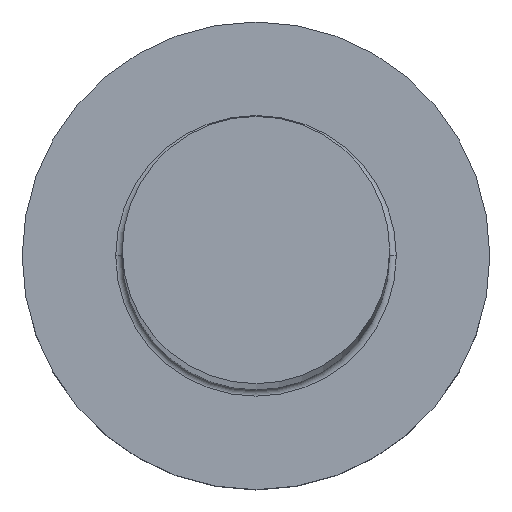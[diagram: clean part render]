
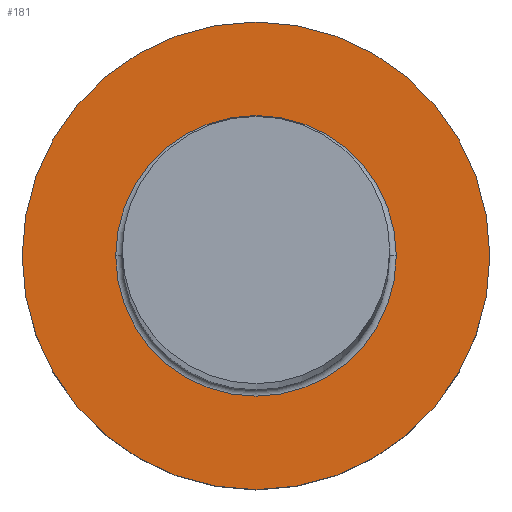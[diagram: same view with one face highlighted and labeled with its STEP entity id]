
A CAD part, top view. The second image highlights one B-rep face of the part: STEP entity #181.
In plain terms, the highlighted planar face has unit normal (0, 0, 1).
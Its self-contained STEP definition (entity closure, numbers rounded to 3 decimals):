
#8 = CIRCLE ( 'NONE', #86, 7. ) ;
#13 = AXIS2_PLACEMENT_3D ( 'NONE', #298, #163, #118 ) ;
#17 = CARTESIAN_POINT ( 'NONE',  ( 0., 0., 5. ) ) ;
#19 = ORIENTED_EDGE ( 'NONE', *, *, #246, .T. ) ;
#25 = CIRCLE ( 'NONE', #13, 4.2 ) ;
#28 = FACE_OUTER_BOUND ( 'NONE', #253, .T. ) ;
#49 = DIRECTION ( 'NONE',  ( 0., 0., -1. ) ) ;
#51 = CARTESIAN_POINT ( 'NONE',  ( 0., 0., 5. ) ) ;
#57 = ORIENTED_EDGE ( 'NONE', *, *, #61, .T. ) ;
#58 = AXIS2_PLACEMENT_3D ( 'NONE', #51, #261, #151 ) ;
#61 = EDGE_CURVE ( 'NONE', #68, #114, #25, .T. ) ;
#68 = VERTEX_POINT ( 'NONE', #230 ) ;
#70 = DIRECTION ( 'NONE',  ( 0., 0., 1. ) ) ;
#72 = CARTESIAN_POINT ( 'NONE',  ( 7., 0., 5. ) ) ;
#81 = VERTEX_POINT ( 'NONE', #184 ) ;
#86 = AXIS2_PLACEMENT_3D ( 'NONE', #17, #113, #285 ) ;
#95 = CIRCLE ( 'NONE', #129, 4.2 ) ;
#104 = ORIENTED_EDGE ( 'NONE', *, *, #122, .T. ) ;
#113 = DIRECTION ( 'NONE',  ( 0., 0., 1. ) ) ;
#114 = VERTEX_POINT ( 'NONE', #225 ) ;
#115 = ORIENTED_EDGE ( 'NONE', *, *, #272, .T. ) ;
#118 = DIRECTION ( 'NONE',  ( 1., 0., 0. ) ) ;
#122 = EDGE_CURVE ( 'NONE', #133, #81, #8, .T. ) ;
#124 = PLANE ( 'NONE',  #128 ) ;
#128 = AXIS2_PLACEMENT_3D ( 'NONE', #232, #70, #234 ) ;
#129 = AXIS2_PLACEMENT_3D ( 'NONE', #265, #49, #190 ) ;
#133 = VERTEX_POINT ( 'NONE', #72 ) ;
#151 = DIRECTION ( 'NONE',  ( 1., 0., 0. ) ) ;
#163 = DIRECTION ( 'NONE',  ( 0., 0., -1. ) ) ;
#181 = ADVANCED_FACE ( 'NONE', ( #235, #28 ), #124, .T. ) ;
#184 = CARTESIAN_POINT ( 'NONE',  ( -7., 0., 5. ) ) ;
#190 = DIRECTION ( 'NONE',  ( 1., 0., 0. ) ) ;
#220 = CIRCLE ( 'NONE', #58, 7. ) ;
#222 = EDGE_LOOP ( 'NONE', ( #115, #57 ) ) ;
#225 = CARTESIAN_POINT ( 'NONE',  ( 4.2, 0., 5. ) ) ;
#230 = CARTESIAN_POINT ( 'NONE',  ( -4.2, 0., 5. ) ) ;
#232 = CARTESIAN_POINT ( 'NONE',  ( 0., 0., 5. ) ) ;
#234 = DIRECTION ( 'NONE',  ( 1., 0., 0. ) ) ;
#235 = FACE_BOUND ( 'NONE', #222, .T. ) ;
#246 = EDGE_CURVE ( 'NONE', #81, #133, #220, .T. ) ;
#253 = EDGE_LOOP ( 'NONE', ( #19, #104 ) ) ;
#261 = DIRECTION ( 'NONE',  ( 0., 0., 1. ) ) ;
#265 = CARTESIAN_POINT ( 'NONE',  ( 0., 0., 5. ) ) ;
#272 = EDGE_CURVE ( 'NONE', #114, #68, #95, .T. ) ;
#285 = DIRECTION ( 'NONE',  ( 1., 0., 0. ) ) ;
#298 = CARTESIAN_POINT ( 'NONE',  ( 0., 0., 5. ) ) ;
